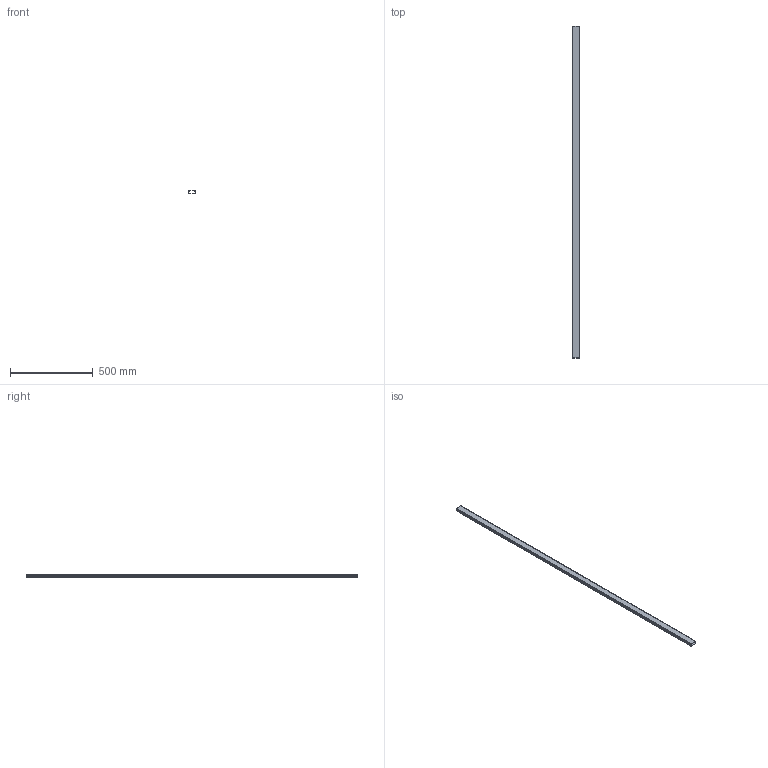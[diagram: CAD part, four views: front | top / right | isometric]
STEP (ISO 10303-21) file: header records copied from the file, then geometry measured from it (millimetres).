
FILE_DESCRIPTION(/* description */ (''),/* implementation_level */ '2;1');
FILE_NAME(/* name */ '6191029',/* time_stamp */ '2015-05-04T15:19:41+02:00',/* author */ (''),/* organization */ (''),/* preprocessor_version */ 'ST-DEVELOPER v15',/* originating_system */ '',/* authorisation */ '');
FILE_SCHEMA (('CONFIG_CONTROL_DESIGN'));
Length unit declared in the file: millimetre
Products named in the file (2): Document; Block 01
Assembly tree (1 placements, depth 2):
  Document
    Block 01
Bounding box: 40.4 x 2000 x 17.9 mm (x, y, z)
Volume: 353285 mm3; surface area: 514334.7 mm2
Topology: 2 solids, 2 shells, 54 faces, 150 edges, 100 vertices
Faces by surface type: bspline 50, plane 4
Entity records: 1766 total; most frequent: CARTESIAN_POINT 856, ORIENTED_EDGE 300, EDGE_CURVE 150, VERTEX_POINT 100, ADVANCED_FACE 54, FACE_OUTER_BOUND 54, EDGE_LOOP 54, ORGANIZATION 14
